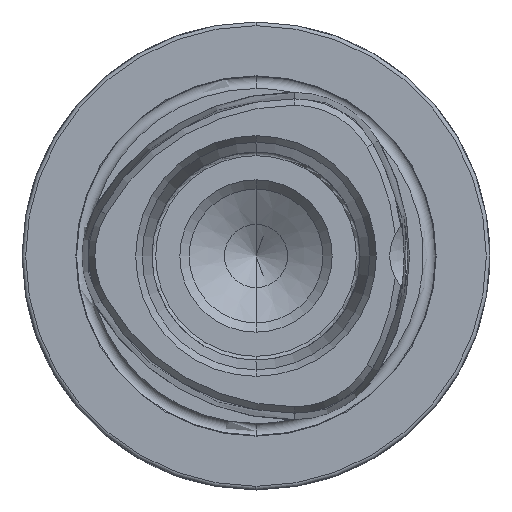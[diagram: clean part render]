
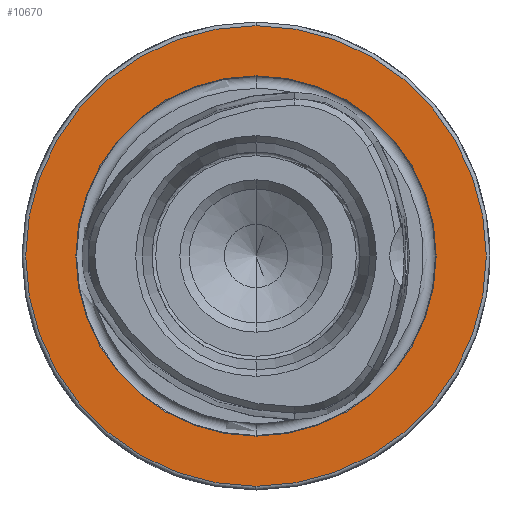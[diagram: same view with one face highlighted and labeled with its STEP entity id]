
A CAD part, left-side view. The second image highlights one B-rep face of the part: STEP entity #10670.
In plain terms, the highlighted planar face has unit normal (-1, 0, 0).
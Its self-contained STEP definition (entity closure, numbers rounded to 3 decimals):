
#256 = AXIS2_PLACEMENT_3D ( 'NONE', #6326, #6371, #6795 ) ;
#258 = AXIS2_PLACEMENT_3D ( 'NONE', #6558, #6420, #6395 ) ;
#1075 = FACE_BOUND ( 'NONE', #5705, .T. ) ;
#1083 = FACE_OUTER_BOUND ( 'NONE', #5514, .T. ) ;
#1090 = CIRCLE ( 'NONE', #9915, 31. ) ;
#1095 = CIRCLE ( 'NONE', #9919, 24.25 ) ;
#1371 = VERTEX_POINT ( 'NONE', #10214 ) ;
#2285 = EDGE_CURVE ( 'NONE', #1371, #3033, #9162, .T. ) ;
#2286 = EDGE_CURVE ( 'NONE', #4115, #11183, #9164, .T. ) ;
#2503 = ORIENTED_EDGE ( 'NONE', *, *, #11061, .F. ) ;
#2539 = ORIENTED_EDGE ( 'NONE', *, *, #2285, .T. ) ;
#2583 = ORIENTED_EDGE ( 'NONE', *, *, #2286, .F. ) ;
#2694 = ORIENTED_EDGE ( 'NONE', *, *, #11056, .T. ) ;
#2948 = CARTESIAN_POINT ( 'NONE',  ( 0., 0., -24.25 ) ) ;
#3033 = VERTEX_POINT ( 'NONE', #9576 ) ;
#4115 = VERTEX_POINT ( 'NONE', #4838 ) ;
#4838 = CARTESIAN_POINT ( 'NONE',  ( 0., 0., 24.25 ) ) ;
#5514 = EDGE_LOOP ( 'NONE', ( #2694, #2539 ) ) ;
#5705 = EDGE_LOOP ( 'NONE', ( #2583, #2503 ) ) ;
#6326 = CARTESIAN_POINT ( 'NONE',  ( 0., 0., 0. ) ) ;
#6371 = DIRECTION ( 'NONE',  ( -1., 0., 0. ) ) ;
#6395 = DIRECTION ( 'NONE',  ( 0., 0., 1. ) ) ;
#6420 = DIRECTION ( 'NONE',  ( -1., 0., 0. ) ) ;
#6558 = CARTESIAN_POINT ( 'NONE',  ( 0., 0., 0. ) ) ;
#6795 = DIRECTION ( 'NONE',  ( 0., 0., 1. ) ) ;
#7137 = DIRECTION ( 'NONE',  ( -1., 0., 0. ) ) ;
#7376 = DIRECTION ( 'NONE',  ( 0., 0., 1. ) ) ;
#7437 = CARTESIAN_POINT ( 'NONE',  ( 0., 0., 0. ) ) ;
#7473 = DIRECTION ( 'NONE',  ( 0., 0., 1. ) ) ;
#7544 = CARTESIAN_POINT ( 'NONE',  ( 0., 0., 0. ) ) ;
#7580 = DIRECTION ( 'NONE',  ( -1., 0., 0. ) ) ;
#7894 = CARTESIAN_POINT ( 'NONE',  ( 0., 24.25, 0. ) ) ;
#7896 = PLANE ( 'NONE',  #9910 ) ;
#7898 = DIRECTION ( 'NONE',  ( 1., 0., 0. ) ) ;
#7899 = DIRECTION ( 'NONE',  ( 0., 0., -1. ) ) ;
#9162 = CIRCLE ( 'NONE', #256, 31. ) ;
#9164 = CIRCLE ( 'NONE', #258, 24.25 ) ;
#9576 = CARTESIAN_POINT ( 'NONE',  ( 0., 0., 31. ) ) ;
#9910 = AXIS2_PLACEMENT_3D ( 'NONE', #7894, #7898, #7899 ) ;
#9915 = AXIS2_PLACEMENT_3D ( 'NONE', #7437, #7580, #7473 ) ;
#9919 = AXIS2_PLACEMENT_3D ( 'NONE', #7544, #7137, #7376 ) ;
#10214 = CARTESIAN_POINT ( 'NONE',  ( 0., 0., -31. ) ) ;
#10670 = ADVANCED_FACE ( 'NONE', ( #1075, #1083 ), #7896, .F. ) ;
#11056 = EDGE_CURVE ( 'NONE', #3033, #1371, #1090, .T. ) ;
#11061 = EDGE_CURVE ( 'NONE', #11183, #4115, #1095, .T. ) ;
#11183 = VERTEX_POINT ( 'NONE', #2948 ) ;
